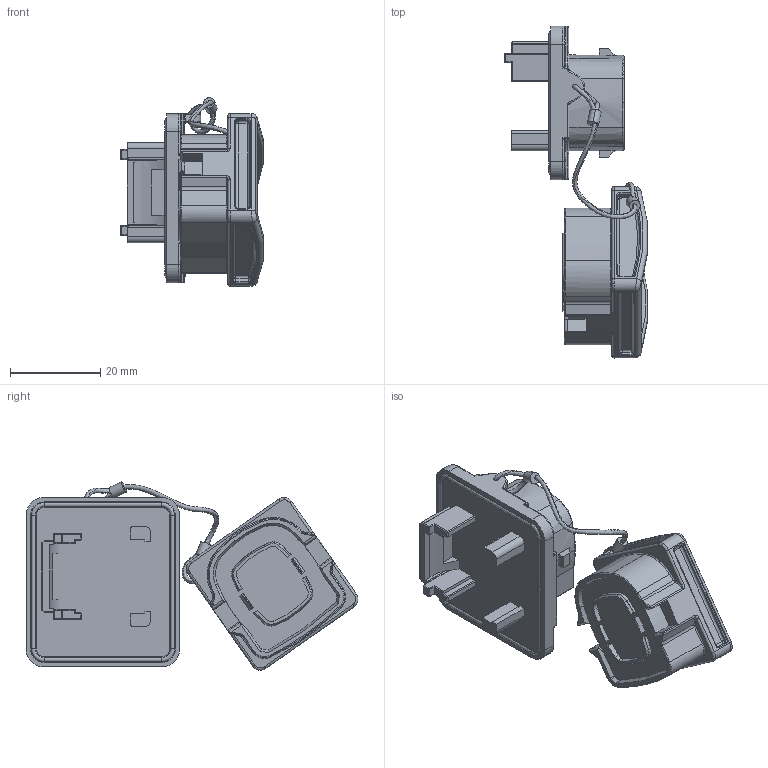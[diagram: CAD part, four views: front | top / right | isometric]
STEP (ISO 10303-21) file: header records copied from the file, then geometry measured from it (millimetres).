
FILE_DESCRIPTION (( 'STEP AP203' ), '1' );
FILE_NAME ('CUSTOMER-BB1145A05-1.STEP', '2020-05-28T12:37:43', ( '' ), ( '' ), 'SwSTEP 2.0', 'SolidWorks 2018', '' );
FILE_SCHEMA (( 'CONFIG_CONTROL_DESIGN' ));
Length unit declared in the file: millimetre
Products named in the file (1): CUSTOMER-BB1145A05-1
Bounding box: 31.56 x 73.42 x 41.68 mm (x, y, z)
Volume: 19520.4 mm3; surface area: 9361.6 mm2
Topology: 1 solids, 1 shells, 874 faces, 2138 edges, 1243 vertices
Faces by surface type: cylinder 322, plane 209, torus 140, bspline 104, sphere 50, cone 49
Entity records: 34407 total; most frequent: CARTESIAN_POINT 14859, ORIENTED_EDGE 4144, DIRECTION 4032, EDGE_CURVE 2072, AXIS2_PLACEMENT_3D 1585, VERTEX_POINT 1234, EDGE_LOOP 918, FACE_OUTER_BOUND 874
